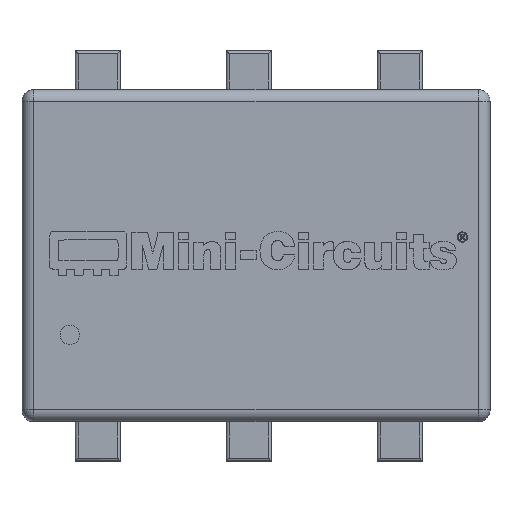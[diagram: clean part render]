
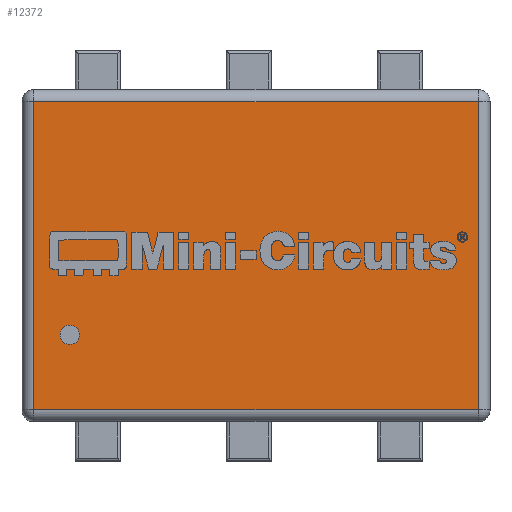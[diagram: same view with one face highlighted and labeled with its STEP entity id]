
A CAD part, top view. The second image highlights one B-rep face of the part: STEP entity #12372.
In plain terms, the highlighted planar face has unit normal (0, 0, 1).
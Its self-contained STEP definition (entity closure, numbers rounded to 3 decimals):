
#811 = ORIENTED_EDGE ( 'NONE', *, *, #22474, .T. ) ;
#1021 = DIRECTION ( 'NONE',  ( 1., 0., 0. ) ) ;
#1603 = DIRECTION ( 'NONE',  ( 0., 0., 1. ) ) ;
#1751 = EDGE_CURVE ( 'NONE', #18015, #24614, #4485, .T. ) ;
#2706 = DIRECTION ( 'NONE',  ( 0., -1., 0. ) ) ;
#2711 = VECTOR ( 'NONE', #2706, 1000. ) ;
#3169 = EDGE_CURVE ( 'NONE', #10842, #20524, #21942, .T. ) ;
#4485 = CIRCLE ( 'NONE', #5974, 0.164 ) ;
#4715 = PLANE ( 'NONE',  #27450 ) ;
#5420 = EDGE_CURVE ( 'NONE', #24614, #18015, #19972, .T. ) ;
#5786 = CARTESIAN_POINT ( 'NONE',  ( 0., 2.59, 4.11 ) ) ;
#5974 = AXIS2_PLACEMENT_3D ( 'NONE', #27601, #16253, #8762 ) ;
#6886 = FACE_BOUND ( 'NONE', #7128, .T. ) ;
#7128 = EDGE_LOOP ( 'NONE', ( #10236, #29080 ) ) ;
#7335 = DIRECTION ( 'NONE',  ( -1., 0., 0. ) ) ;
#7339 = ORIENTED_EDGE ( 'NONE', *, *, #20699, .T. ) ;
#7758 = ORIENTED_EDGE ( 'NONE', *, *, #9226, .T. ) ;
#8762 = DIRECTION ( 'NONE',  ( -1., 0., 0. ) ) ;
#9226 = EDGE_CURVE ( 'NONE', #24654, #15962, #26661, .T. ) ;
#10129 = DIRECTION ( 'NONE',  ( 0., 0., -1. ) ) ;
#10236 = ORIENTED_EDGE ( 'NONE', *, *, #5420, .F. ) ;
#10842 = VERTEX_POINT ( 'NONE', #15547 ) ;
#11648 = FACE_OUTER_BOUND ( 'NONE', #13047, .T. ) ;
#12372 = ADVANCED_FACE ( 'NONE', ( #6886, #11648 ), #4715, .F. ) ;
#12792 = LINE ( 'NONE', #15084, #25929 ) ;
#13047 = EDGE_LOOP ( 'NONE', ( #7758, #811, #19372, #7339 ) ) ;
#14687 = CARTESIAN_POINT ( 'NONE',  ( 0., 0., 4.11 ) ) ;
#15084 = CARTESIAN_POINT ( 'NONE',  ( 3.735, 0., 4.11 ) ) ;
#15140 = DIRECTION ( 'NONE',  ( -1., 0., 0. ) ) ;
#15297 = CARTESIAN_POINT ( 'NONE',  ( 0., -2.59, 4.11 ) ) ;
#15547 = CARTESIAN_POINT ( 'NONE',  ( -3.735, -2.59, 4.11 ) ) ;
#15962 = VERTEX_POINT ( 'NONE', #18003 ) ;
#16253 = DIRECTION ( 'NONE',  ( 0., 0., 1. ) ) ;
#17329 = CARTESIAN_POINT ( 'NONE',  ( -2.968, -1.332, 4.11 ) ) ;
#18003 = CARTESIAN_POINT ( 'NONE',  ( -3.735, 2.59, 4.11 ) ) ;
#18015 = VERTEX_POINT ( 'NONE', #17329 ) ;
#18864 = CARTESIAN_POINT ( 'NONE',  ( 3.735, 2.59, 4.11 ) ) ;
#19372 = ORIENTED_EDGE ( 'NONE', *, *, #3169, .T. ) ;
#19972 = CIRCLE ( 'NONE', #26275, 0.164 ) ;
#20524 = VERTEX_POINT ( 'NONE', #25844 ) ;
#20699 = EDGE_CURVE ( 'NONE', #20524, #24654, #12792, .T. ) ;
#20850 = CARTESIAN_POINT ( 'NONE',  ( -3.295, -1.332, 4.11 ) ) ;
#21942 = LINE ( 'NONE', #15297, #29916 ) ;
#22474 = EDGE_CURVE ( 'NONE', #15962, #10842, #28327, .T. ) ;
#24233 = CARTESIAN_POINT ( 'NONE',  ( -3.735, 0., 4.11 ) ) ;
#24614 = VERTEX_POINT ( 'NONE', #20850 ) ;
#24654 = VERTEX_POINT ( 'NONE', #18864 ) ;
#24852 = VECTOR ( 'NONE', #15140, 1000. ) ;
#25844 = CARTESIAN_POINT ( 'NONE',  ( 3.735, -2.59, 4.11 ) ) ;
#25929 = VECTOR ( 'NONE', #28715, 1000. ) ;
#26275 = AXIS2_PLACEMENT_3D ( 'NONE', #27073, #1603, #27204 ) ;
#26661 = LINE ( 'NONE', #5786, #24852 ) ;
#27073 = CARTESIAN_POINT ( 'NONE',  ( -3.131, -1.332, 4.11 ) ) ;
#27204 = DIRECTION ( 'NONE',  ( -1., 0., 0. ) ) ;
#27450 = AXIS2_PLACEMENT_3D ( 'NONE', #14687, #10129, #7335 ) ;
#27601 = CARTESIAN_POINT ( 'NONE',  ( -3.131, -1.332, 4.11 ) ) ;
#28327 = LINE ( 'NONE', #24233, #2711 ) ;
#28715 = DIRECTION ( 'NONE',  ( 0., 1., 0. ) ) ;
#29080 = ORIENTED_EDGE ( 'NONE', *, *, #1751, .F. ) ;
#29916 = VECTOR ( 'NONE', #1021, 1000. ) ;
